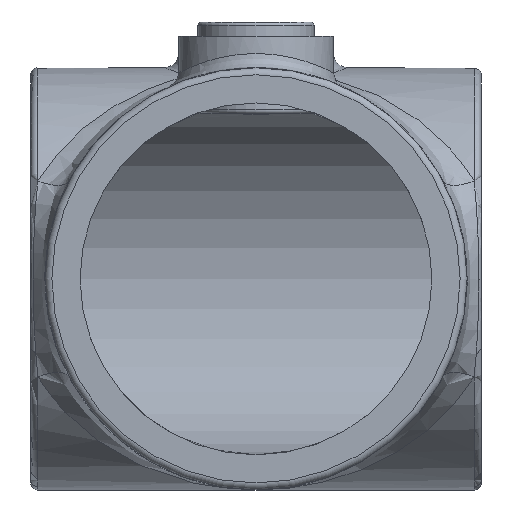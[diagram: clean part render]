
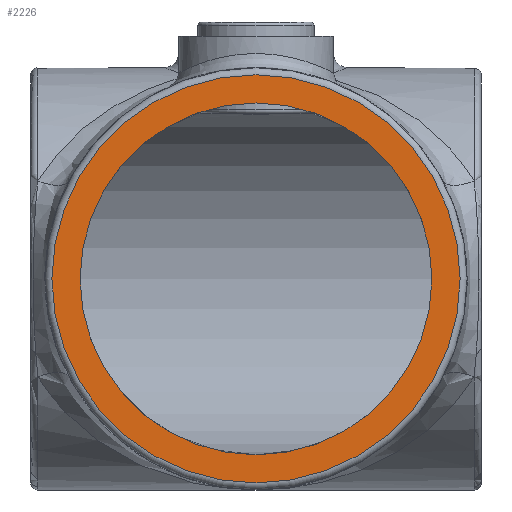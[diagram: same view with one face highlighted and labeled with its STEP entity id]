
A CAD part, front view. The second image highlights one B-rep face of the part: STEP entity #2226.
In plain terms, the highlighted planar face has unit normal (0, -1, 0).
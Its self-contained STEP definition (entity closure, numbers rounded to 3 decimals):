
#91 = CARTESIAN_POINT ( 'NONE',  ( 0., 0., 0. ) ) ;
#463 = VERTEX_POINT ( 'NONE', #2574 ) ;
#484 = EDGE_LOOP ( 'NONE', ( #3014 ) ) ;
#1318 = DIRECTION ( 'NONE',  ( 0., 0., 1. ) ) ;
#1341 = EDGE_CURVE ( 'NONE', #3834, #3834, #3704, .T. ) ;
#1609 = CARTESIAN_POINT ( 'NONE',  ( 0., 0., 0. ) ) ;
#1631 = DIRECTION ( 'NONE',  ( 0., 1., 0. ) ) ;
#1763 = AXIS2_PLACEMENT_3D ( 'NONE', #1609, #2559, #1318 ) ;
#1868 = DIRECTION ( 'NONE',  ( 0., -1., 0. ) ) ;
#1964 = ORIENTED_EDGE ( 'NONE', *, *, #4110, .T. ) ;
#2226 = ADVANCED_FACE ( 'NONE', ( #2608, #2517 ), #2629, .F. ) ;
#2263 = DIRECTION ( 'NONE',  ( 0., 0., 1. ) ) ;
#2517 = FACE_BOUND ( 'NONE', #4103, .T. ) ;
#2545 = CARTESIAN_POINT ( 'NONE',  ( 0., 0., 0. ) ) ;
#2559 = DIRECTION ( 'NONE',  ( 0., 1., 0. ) ) ;
#2574 = CARTESIAN_POINT ( 'NONE',  ( 0., 0., 25. ) ) ;
#2599 = CARTESIAN_POINT ( 'NONE',  ( 0., 0., 29. ) ) ;
#2608 = FACE_OUTER_BOUND ( 'NONE', #484, .T. ) ;
#2629 = PLANE ( 'NONE',  #2805 ) ;
#2805 = AXIS2_PLACEMENT_3D ( 'NONE', #91, #1631, #2263 ) ;
#2893 = DIRECTION ( 'NONE',  ( 0., 0., 1. ) ) ;
#3014 = ORIENTED_EDGE ( 'NONE', *, *, #1341, .T. ) ;
#3185 = AXIS2_PLACEMENT_3D ( 'NONE', #2545, #1868, #2893 ) ;
#3696 = CIRCLE ( 'NONE', #1763, 25. ) ;
#3704 = CIRCLE ( 'NONE', #3185, 29. ) ;
#3834 = VERTEX_POINT ( 'NONE', #2599 ) ;
#4103 = EDGE_LOOP ( 'NONE', ( #1964 ) ) ;
#4110 = EDGE_CURVE ( 'NONE', #463, #463, #3696, .T. ) ;
